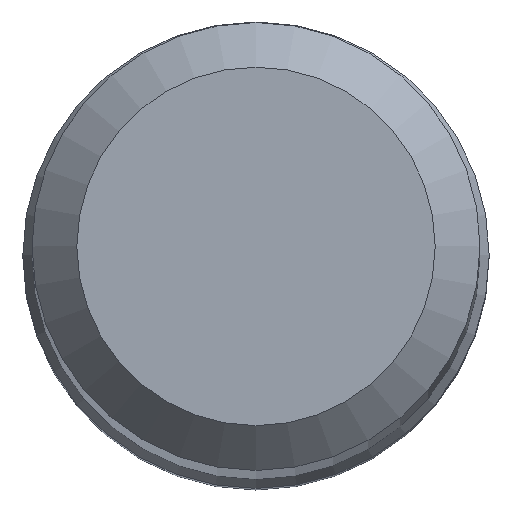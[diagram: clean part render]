
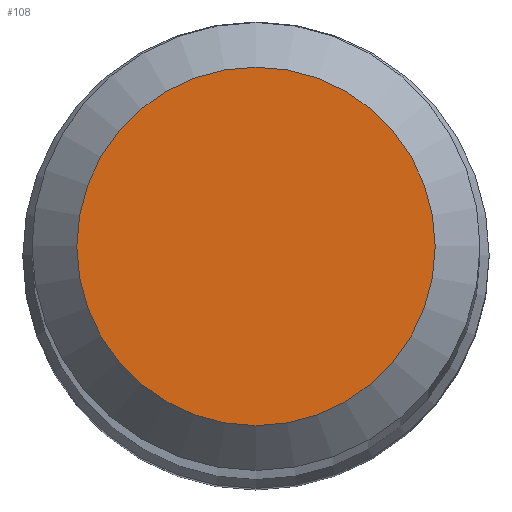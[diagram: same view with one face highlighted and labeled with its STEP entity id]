
A CAD part, top view. The second image highlights one B-rep face of the part: STEP entity #108.
In plain terms, the highlighted planar face has unit normal (0, 0, 1).
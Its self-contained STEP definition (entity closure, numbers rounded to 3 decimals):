
#2 = DIRECTION ( 'NONE',  ( 0., 0., 1. ) ) ;
#12 = DIRECTION ( 'NONE',  ( 0., 1., 0. ) ) ;
#13 = AXIS2_PLACEMENT_3D ( 'NONE', #159, #34, #12 ) ;
#15 = EDGE_CURVE ( 'NONE', #98, #98, #143, .T. ) ;
#34 = DIRECTION ( 'NONE',  ( 0., 0., -1. ) ) ;
#44 = PLANE ( 'NONE',  #188 ) ;
#50 = ORIENTED_EDGE ( 'NONE', *, *, #15, .F. ) ;
#68 = EDGE_LOOP ( 'NONE', ( #50 ) ) ;
#98 = VERTEX_POINT ( 'NONE', #164 ) ;
#108 = ADVANCED_FACE ( 'NONE', ( #130 ), #44, .T. ) ;
#130 = FACE_OUTER_BOUND ( 'NONE', #68, .T. ) ;
#143 = CIRCLE ( 'NONE', #13, 4. ) ;
#159 = CARTESIAN_POINT ( 'NONE',  ( 0., 0., 133. ) ) ;
#164 = CARTESIAN_POINT ( 'NONE',  ( 0., 4., 133. ) ) ;
#171 = CARTESIAN_POINT ( 'NONE',  ( 0., 0., 133. ) ) ;
#186 = DIRECTION ( 'NONE',  ( 0., -1., 0. ) ) ;
#188 = AXIS2_PLACEMENT_3D ( 'NONE', #171, #2, #186 ) ;
